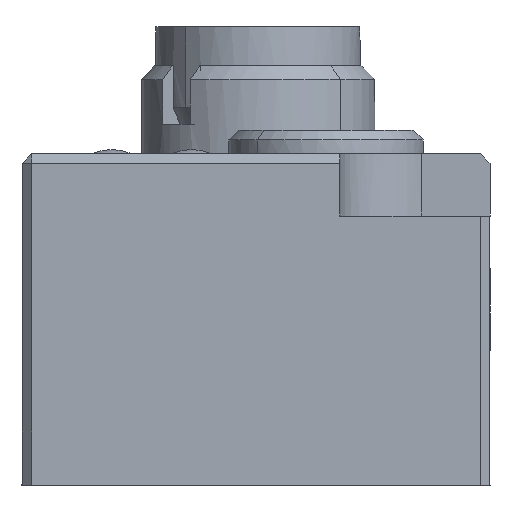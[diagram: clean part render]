
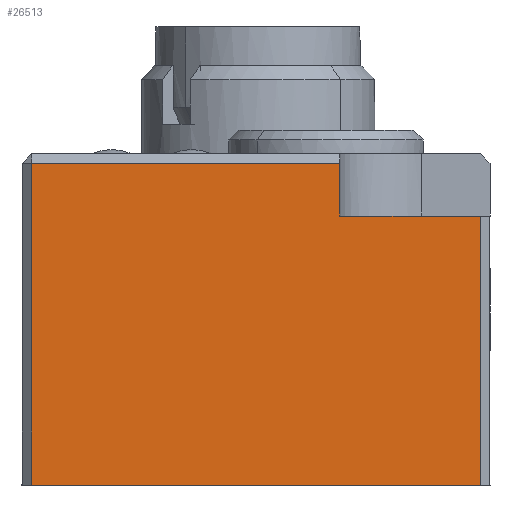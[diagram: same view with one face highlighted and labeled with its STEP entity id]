
A CAD part, front view. The second image highlights one B-rep face of the part: STEP entity #26513.
In plain terms, the highlighted planar face has unit normal (0, -1, 0).
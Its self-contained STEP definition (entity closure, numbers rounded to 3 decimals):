
#26484=AXIS2_PLACEMENT_3D('Plane Axis2P3D',#26481,#26482,#26483) ;
#23035=CARTESIAN_POINT('Vertex',(16.3,0.,16.5)) ;
#23042=CARTESIAN_POINT('Vertex',(0.5,0.,16.5)) ;
#23045=CARTESIAN_POINT('Line Origine',(8.4,0.,16.5)) ;
#23069=CARTESIAN_POINT('Vertex',(16.3,0.,13.8)) ;
#23077=CARTESIAN_POINT('Line Origine',(16.3,0.,15.15)) ;
#25856=CARTESIAN_POINT('Line Origine',(19.9,0.,13.8)) ;
#25860=CARTESIAN_POINT('Vertex',(23.5,0.,13.8)) ;
#26481=CARTESIAN_POINT('Axis2P3D Location',(24.,0.,0.)) ;
#26486=CARTESIAN_POINT('Line Origine',(0.5,0.,8.25)) ;
#26490=CARTESIAN_POINT('Vertex',(0.5,0.,0.)) ;
#26493=CARTESIAN_POINT('Line Origine',(12.,0.,0.)) ;
#26497=CARTESIAN_POINT('Vertex',(23.5,0.,0.)) ;
#26500=CARTESIAN_POINT('Line Origine',(23.5,0.,6.9)) ;
#23046=DIRECTION('Vector Direction',(1.,0.,0.)) ;
#23078=DIRECTION('Vector Direction',(0.,0.,1.)) ;
#25857=DIRECTION('Vector Direction',(-1.,0.,0.)) ;
#26482=DIRECTION('Axis2P3D Direction',(0.,-1.,0.)) ;
#26483=DIRECTION('Axis2P3D XDirection',(0.,0.,-1.)) ;
#26487=DIRECTION('Vector Direction',(0.,0.,1.)) ;
#26494=DIRECTION('Vector Direction',(-1.,0.,0.)) ;
#26501=DIRECTION('Vector Direction',(0.,0.,-1.)) ;
#23047=VECTOR('Line Direction',#23046,1.) ;
#23079=VECTOR('Line Direction',#23078,1.) ;
#25858=VECTOR('Line Direction',#25857,1.) ;
#26488=VECTOR('Line Direction',#26487,1.) ;
#26495=VECTOR('Line Direction',#26494,1.) ;
#26502=VECTOR('Line Direction',#26501,1.) ;
#26506=ORIENTED_EDGE('',*,*,#23081,.T.) ;
#26507=ORIENTED_EDGE('',*,*,#23049,.F.) ;
#26508=ORIENTED_EDGE('',*,*,#26492,.F.) ;
#26509=ORIENTED_EDGE('',*,*,#26499,.F.) ;
#26510=ORIENTED_EDGE('',*,*,#26504,.F.) ;
#26511=ORIENTED_EDGE('',*,*,#25862,.T.) ;
#26513=ADVANCED_FACE('Hauptk\X2\00F6\X0\rper',(#26512),#26485,.T.) ;
#23049=EDGE_CURVE('',#23043,#23036,#23048,.T.) ;
#23081=EDGE_CURVE('',#23070,#23036,#23080,.T.) ;
#25862=EDGE_CURVE('',#25861,#23070,#25859,.T.) ;
#26492=EDGE_CURVE('',#26491,#23043,#26489,.T.) ;
#26499=EDGE_CURVE('',#26498,#26491,#26496,.T.) ;
#26504=EDGE_CURVE('',#25861,#26498,#26503,.T.) ;
#26505=EDGE_LOOP('',(#26506,#26507,#26508,#26509,#26510,#26511)) ;
#26512=FACE_OUTER_BOUND('',#26505,.T.) ;
#23048=LINE('Line',#23045,#23047) ;
#23080=LINE('Line',#23077,#23079) ;
#25859=LINE('Line',#25856,#25858) ;
#26489=LINE('Line',#26486,#26488) ;
#26496=LINE('Line',#26493,#26495) ;
#26503=LINE('Line',#26500,#26502) ;
#26485=PLANE('',#26484) ;
#23036=VERTEX_POINT('',#23035) ;
#23043=VERTEX_POINT('',#23042) ;
#23070=VERTEX_POINT('',#23069) ;
#25861=VERTEX_POINT('',#25860) ;
#26491=VERTEX_POINT('',#26490) ;
#26498=VERTEX_POINT('',#26497) ;
